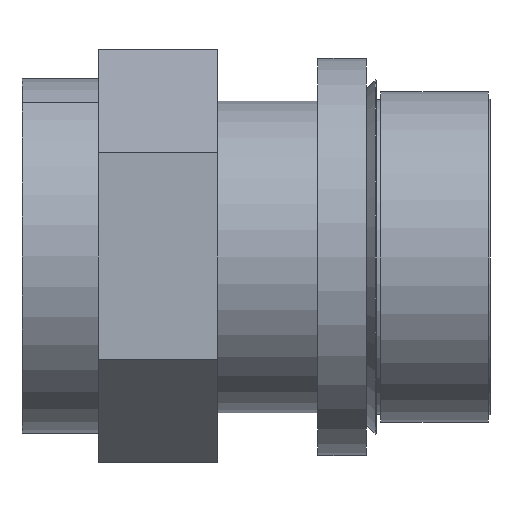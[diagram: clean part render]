
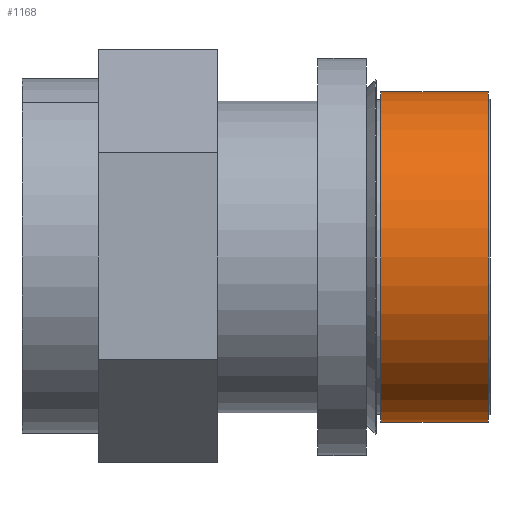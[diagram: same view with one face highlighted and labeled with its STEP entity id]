
A CAD part, left-side view. The second image highlights one B-rep face of the part: STEP entity #1168.
In plain terms, the highlighted cylindrical face has radius 25 mm (diameter 50 mm), a partial arc.
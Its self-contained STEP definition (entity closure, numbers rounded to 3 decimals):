
#58 = VECTOR ( 'NONE', #980, 1000. ) ;
#83 = EDGE_CURVE ( 'NONE', #630, #1233, #249, .T. ) ;
#249 = LINE ( 'NONE', #1778, #58 ) ;
#355 = EDGE_CURVE ( 'NONE', #827, #1568, #1359, .T. ) ;
#436 = CIRCLE ( 'NONE', #1506, 25. ) ;
#484 = AXIS2_PLACEMENT_3D ( 'NONE', #1321, #1006, #830 ) ;
#589 = AXIS2_PLACEMENT_3D ( 'NONE', #1889, #1181, #988 ) ;
#592 = ORIENTED_EDGE ( 'NONE', *, *, #1612, .T. ) ;
#630 = VERTEX_POINT ( 'NONE', #1970 ) ;
#702 = CYLINDRICAL_SURFACE ( 'NONE', #484, 25. ) ;
#796 = ORIENTED_EDGE ( 'NONE', *, *, #83, .F. ) ;
#827 = VERTEX_POINT ( 'NONE', #1404 ) ;
#830 = DIRECTION ( 'NONE',  ( 0., 0., -1. ) ) ;
#887 = DIRECTION ( 'NONE',  ( 0., 0., -1. ) ) ;
#897 = CARTESIAN_POINT ( 'NONE',  ( 0., -27.5, 0. ) ) ;
#928 = FACE_OUTER_BOUND ( 'NONE', #1954, .T. ) ;
#959 = DIRECTION ( 'NONE',  ( 0., -1., 0. ) ) ;
#980 = DIRECTION ( 'NONE',  ( 0., -1., 0. ) ) ;
#988 = DIRECTION ( 'NONE',  ( 0., 0., -1. ) ) ;
#1006 = DIRECTION ( 'NONE',  ( 0., -1., 0. ) ) ;
#1022 = CARTESIAN_POINT ( 'NONE',  ( 0., -27.5, 25. ) ) ;
#1168 = ADVANCED_FACE ( 'NONE', ( #928 ), #702, .T. ) ;
#1181 = DIRECTION ( 'NONE',  ( 0., -1., 0. ) ) ;
#1233 = VERTEX_POINT ( 'NONE', #1022 ) ;
#1321 = CARTESIAN_POINT ( 'NONE',  ( 0., 32.85, 0. ) ) ;
#1359 = LINE ( 'NONE', #1905, #1694 ) ;
#1404 = CARTESIAN_POINT ( 'NONE',  ( 0., -11.25, -25. ) ) ;
#1433 = CARTESIAN_POINT ( 'NONE',  ( 0., -27.5, -25. ) ) ;
#1506 = AXIS2_PLACEMENT_3D ( 'NONE', #897, #1640, #887 ) ;
#1568 = VERTEX_POINT ( 'NONE', #1433 ) ;
#1612 = EDGE_CURVE ( 'NONE', #630, #827, #1938, .T. ) ;
#1640 = DIRECTION ( 'NONE',  ( 0., -1., 0. ) ) ;
#1694 = VECTOR ( 'NONE', #959, 1000. ) ;
#1705 = EDGE_CURVE ( 'NONE', #1233, #1568, #436, .T. ) ;
#1745 = ORIENTED_EDGE ( 'NONE', *, *, #355, .T. ) ;
#1778 = CARTESIAN_POINT ( 'NONE',  ( 0., 32.85, 25. ) ) ;
#1889 = CARTESIAN_POINT ( 'NONE',  ( 0., -11.25, 0. ) ) ;
#1890 = ORIENTED_EDGE ( 'NONE', *, *, #1705, .F. ) ;
#1905 = CARTESIAN_POINT ( 'NONE',  ( 0., 32.85, -25. ) ) ;
#1938 = CIRCLE ( 'NONE', #589, 25. ) ;
#1954 = EDGE_LOOP ( 'NONE', ( #796, #592, #1745, #1890 ) ) ;
#1970 = CARTESIAN_POINT ( 'NONE',  ( 0., -11.25, 25. ) ) ;
